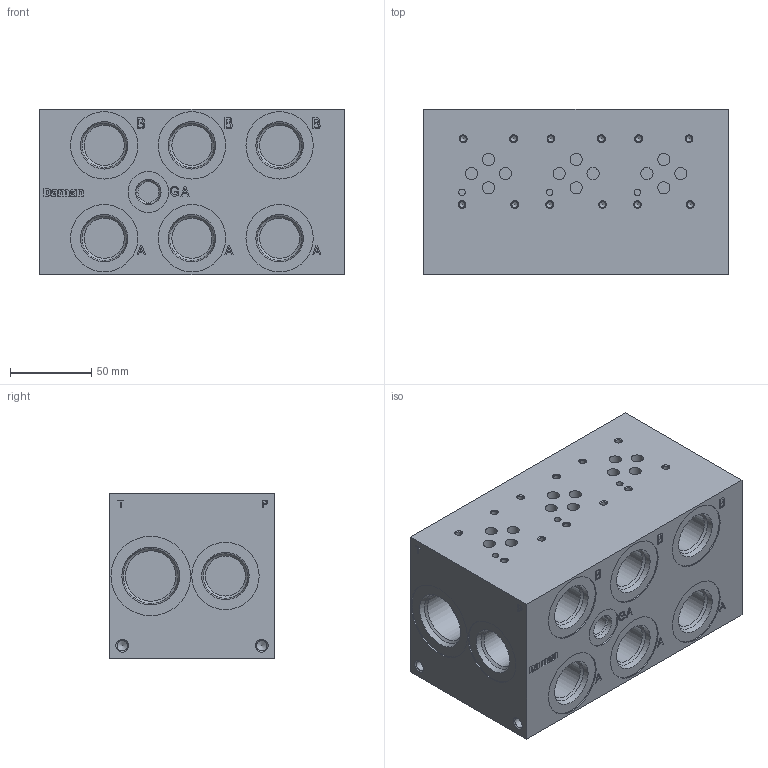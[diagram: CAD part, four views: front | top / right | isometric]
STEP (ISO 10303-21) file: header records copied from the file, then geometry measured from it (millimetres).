
FILE_DESCRIPTION( ( 'STEP AP214' ), ' ' );
FILE_NAME( 'AD03HP032S_S.stp', '2018-04-21T01:11:53', ( '' ), ( '' ), ' ', 'PARTsolutions', ' ' );
FILE_SCHEMA( ( 'AUTOMOTIVE_DESIGN { 1 0 10303 214 1 1 1 1 }' ) );
Length unit declared in the file: inch
Products named in the file (1): _AD03HP032S/S
Bounding box: 187.32 x 101.6 x 101.6 mm (x, y, z)
Volume: 1760223.3 mm3; surface area: 125857.3 mm2
Topology: 1 solids, 1 shells, 433 faces, 1026 edges, 666 vertices
Faces by surface type: plane 259, cylinder 116, cone 58
Full cylindrical faces by diameter (mm): 3.68 x12, 4.013 x3, 6.411 x4, 7.493 x12, 12.761 x1, 22.25 x1, 23.749 x1, 24.696 x8, 25.019 x1, 26.213 x1, 27.407 x1, 31.046 x2, 41.453 x8, 48.971 x2
Entity records: 15175 total; most frequent: DIRECTION 2029, CARTESIAN_POINT 1984, ORIENTED_EDGE 1778, EDGE_CURVE 889, AXIS2_PLACEMENT_3D 706, VERTEX_POINT 661, EDGE_LOOP 619, LINE 617
